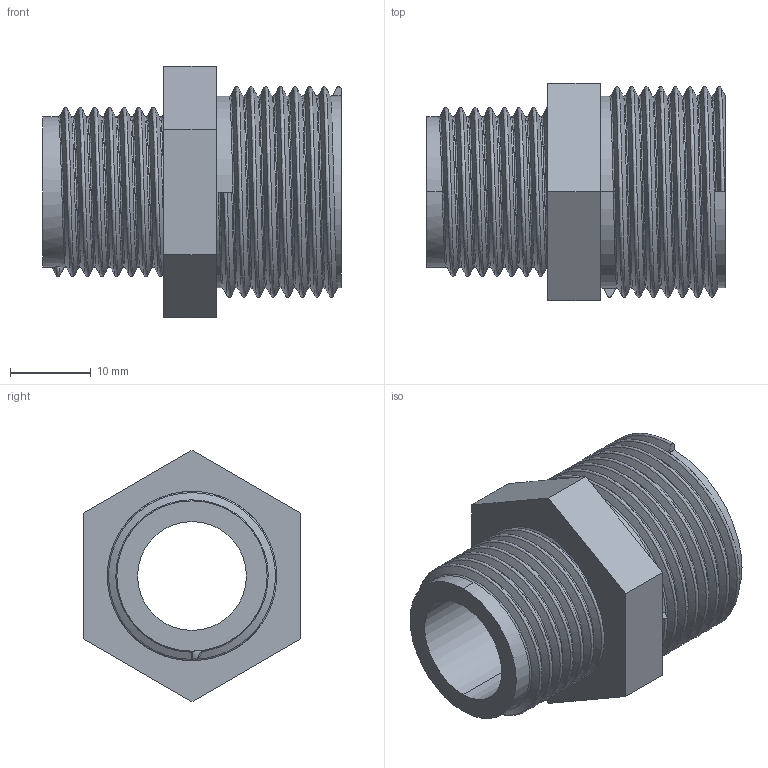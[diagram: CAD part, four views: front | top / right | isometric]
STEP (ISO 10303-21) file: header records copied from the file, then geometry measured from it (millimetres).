
FILE_DESCRIPTION (( 'STEP AP203' ), '1' );
FILE_NAME ('00211_0503.STEP', '2017-05-15T13:09:44', ( '' ), ( '' ), 'SwSTEP 2.0', 'SolidWorks 2011', '' );
FILE_SCHEMA (( 'CONFIG_CONTROL_DESIGN' ));
Length unit declared in the file: millimetre
Products named in the file (1): 00211_0503
Bounding box: 37 x 27 x 31.18 mm (x, y, z)
Volume: 7857.4 mm3; surface area: 8918.1 mm2
Topology: 2 solids, 2 shells, 54 faces, 137 edges, 87 vertices
Faces by surface type: cylinder 22, plane 14, bspline 10, torus 5, cone 3
Entity records: 8234 total; most frequent: CARTESIAN_POINT 7043, ORIENTED_EDGE 268, DIRECTION 190, EDGE_CURVE 134, VERTEX_POINT 87, AXIS2_PLACEMENT_3D 72, EDGE_LOOP 59, ADVANCED_FACE 54
